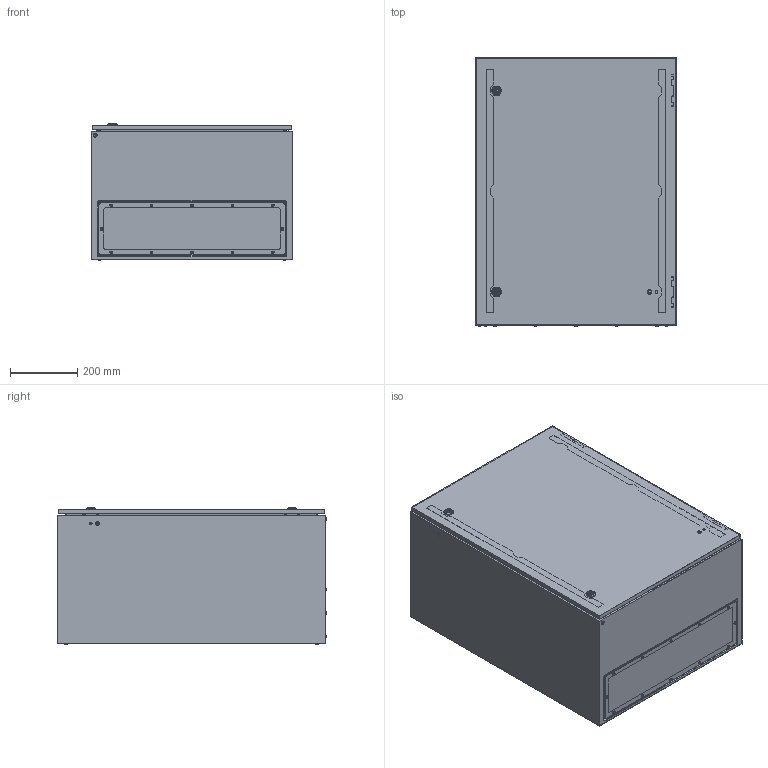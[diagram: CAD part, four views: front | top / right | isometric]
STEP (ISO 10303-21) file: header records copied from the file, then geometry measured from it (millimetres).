
FILE_DESCRIPTION (( 'STEP AP214' ), '1' );
FILE_NAME ('3331-6080-40-07.step', '2023-12-20T13:05:27', ( '' ), ( '' ), 'SwSTEP 2.0', 'SolidWorks 2019', '' );
FILE_SCHEMA (( 'AUTOMOTIVE_DESIGN' ));
Length unit declared in the file: millimetre
Products named in the file (5): Tuer_wg_3331-6080-00-97; 3331-6080-40-07; Montageplattenbeipack_wg_6080; Korpus_wg_6080-40; Kabeleinfuehrungsplatte_wg_3080-7055-12-27
Assembly tree (4 placements, depth 2):
  3331-6080-40-07
    Korpus_wg_6080-40
    Tuer_wg_3331-6080-00-97
    Kabeleinfuehrungsplatte_wg_3080-7055-12-27
    Montageplattenbeipack_wg_6080
Bounding box: 600 x 803.1 x 407 mm (x, y, z)
Volume: 3231424.4 mm3; surface area: 4527163.3 mm2
Topology: 35 solids, 35 shells, 1729 faces, 4340 edges, 2795 vertices
Faces by surface type: plane 963, cylinder 540, cone 164, torus 28, sphere 18, bspline 16
Entity records: 70270 total; most frequent: CARTESIAN_POINT 18541, DIRECTION 8872, ORIENTED_EDGE 8664, EDGE_CURVE 4332, AXIS2_PLACEMENT_3D 3180, VERTEX_POINT 2795, VECTOR 2512, LINE 2512
